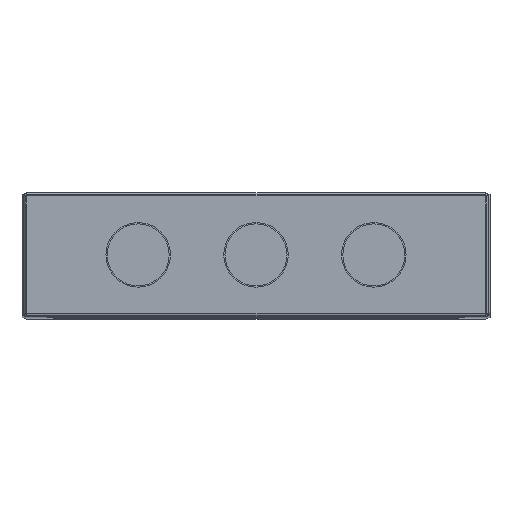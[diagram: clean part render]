
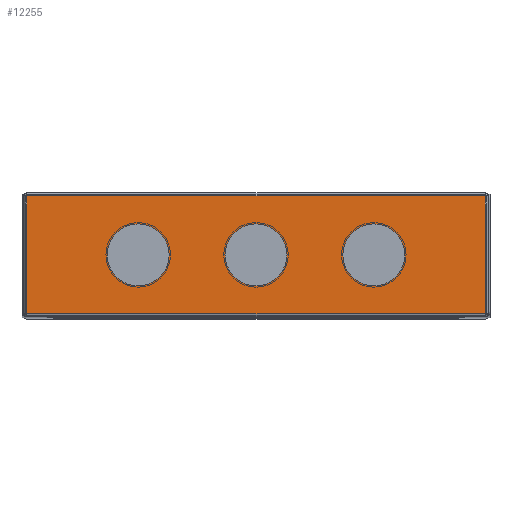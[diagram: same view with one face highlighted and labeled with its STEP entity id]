
A CAD part, top view. The second image highlights one B-rep face of the part: STEP entity #12255.
In plain terms, the highlighted planar face has unit normal (0, 0, 1).
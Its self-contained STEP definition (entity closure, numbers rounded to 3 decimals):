
#9511=DIRECTION('',(-1.,0.,0.));
#9512=VECTOR('',#9511,369.3);
#9513=CARTESIAN_POINT('',(134.65,47.5,408.863));
#9514=LINE('',#9513,#9512);
#9525=CARTESIAN_POINT('',(-50.,0.,408.863));
#9526=DIRECTION('',(0.,0.,1.));
#9527=DIRECTION('',(-1.,0.,0.));
#9528=AXIS2_PLACEMENT_3D('',#9525,#9526,#9527);
#9533=CARTESIAN_POINT('',(-50.,0.,408.863));
#9534=DIRECTION('',(0.,0.,1.));
#9535=DIRECTION('',(1.,0.,0.));
#9536=AXIS2_PLACEMENT_3D('',#9533,#9534,#9535);
#9541=CARTESIAN_POINT('',(-145.,0.,408.863));
#9542=DIRECTION('',(0.,0.,1.));
#9543=DIRECTION('',(-1.,0.,0.));
#9544=AXIS2_PLACEMENT_3D('',#9541,#9542,#9543);
#9549=CARTESIAN_POINT('',(-145.,0.,408.863));
#9550=DIRECTION('',(0.,0.,1.));
#9551=DIRECTION('',(1.,0.,0.));
#9552=AXIS2_PLACEMENT_3D('',#9549,#9550,#9551);
#9557=CARTESIAN_POINT('',(45.,0.,408.863));
#9558=DIRECTION('',(0.,0.,1.));
#9559=DIRECTION('',(-1.,0.,0.));
#9560=AXIS2_PLACEMENT_3D('',#9557,#9558,#9559);
#9565=CARTESIAN_POINT('',(45.,0.,408.863));
#9566=DIRECTION('',(0.,0.,1.));
#9567=DIRECTION('',(1.,0.,0.));
#9568=AXIS2_PLACEMENT_3D('',#9565,#9566,#9567);
#9580=DIRECTION('',(1.,0.,0.));
#9581=VECTOR('',#9580,369.3);
#9582=CARTESIAN_POINT('',(-234.65,-47.5,408.863));
#9583=LINE('',#9582,#9581);
#9618=DIRECTION('',(0.,-1.,0.));
#9619=VECTOR('',#9618,95.);
#9620=CARTESIAN_POINT('',(-234.65,47.5,408.863));
#9621=LINE('',#9620,#9619);
#10261=DIRECTION('',(0.,1.,0.));
#10262=VECTOR('',#10261,95.);
#10263=CARTESIAN_POINT('',(134.65,-47.5,408.863));
#10264=LINE('',#10263,#10262);
#11294=CARTESIAN_POINT('',(134.65,47.5,408.863));
#11295=CARTESIAN_POINT('',(-234.65,47.5,408.863));
#11296=VERTEX_POINT('',#11294);
#11297=VERTEX_POINT('',#11295);
#11298=CARTESIAN_POINT('',(-234.65,-47.5,408.863));
#11299=CARTESIAN_POINT('',(134.65,-47.5,408.863));
#11300=VERTEX_POINT('',#11298);
#11301=VERTEX_POINT('',#11299);
#11302=CARTESIAN_POINT('',(-75.,0.,408.863));
#11303=CARTESIAN_POINT('',(-25.,0.,408.863));
#11304=VERTEX_POINT('',#11302);
#11305=VERTEX_POINT('',#11303);
#11306=CARTESIAN_POINT('',(-170.,0.,408.863));
#11307=CARTESIAN_POINT('',(-120.,0.,408.863));
#11308=VERTEX_POINT('',#11306);
#11309=VERTEX_POINT('',#11307);
#11310=CARTESIAN_POINT('',(20.,0.,408.863));
#11311=CARTESIAN_POINT('',(70.,0.,408.863));
#11312=VERTEX_POINT('',#11310);
#11313=VERTEX_POINT('',#11311);
#12223=CARTESIAN_POINT('',(0.,0.,
408.863));
#12224=DIRECTION('',(0.,0.,1.));
#12225=DIRECTION('',(1.,0.,0.));
#12226=AXIS2_PLACEMENT_3D('',#12223,#12224,#12225);
#12227=PLANE('',#12226);
#12229=ORIENTED_EDGE('',*,*,#12228,.F.);
#12231=ORIENTED_EDGE('',*,*,#12230,.F.);
#12232=ORIENTED_EDGE('',*,*,#12206,.F.);
#12234=ORIENTED_EDGE('',*,*,#12233,.F.);
#12235=EDGE_LOOP('',(#12229,#12231,#12232,#12234));
#12236=FACE_OUTER_BOUND('',#12235,.F.);
#12238=ORIENTED_EDGE('',*,*,#12237,.T.);
#12240=ORIENTED_EDGE('',*,*,#12239,.T.);
#12241=EDGE_LOOP('',(#12238,#12240));
#12242=FACE_BOUND('',#12241,.F.);
#12244=ORIENTED_EDGE('',*,*,#12243,.T.);
#12246=ORIENTED_EDGE('',*,*,#12245,.T.);
#12247=EDGE_LOOP('',(#12244,#12246));
#12248=FACE_BOUND('',#12247,.F.);
#12250=ORIENTED_EDGE('',*,*,#12249,.T.);
#12252=ORIENTED_EDGE('',*,*,#12251,.T.);
#12253=EDGE_LOOP('',(#12250,#12252));
#12254=FACE_BOUND('',#12253,.F.);
#9529=CIRCLE('',#9528,25.);
#9537=CIRCLE('',#9536,25.);
#9545=CIRCLE('',#9544,25.);
#9553=CIRCLE('',#9552,25.);
#9561=CIRCLE('',#9560,25.);
#9569=CIRCLE('',#9568,25.);
#12206=EDGE_CURVE('',#11296,#11297,#9514,.T.);
#12228=EDGE_CURVE('',#11300,#11301,#9583,.T.);
#12230=EDGE_CURVE('',#11297,#11300,#9621,.T.);
#12233=EDGE_CURVE('',#11301,#11296,#10264,.T.);
#12237=EDGE_CURVE('',#11304,#11305,#9529,.T.);
#12239=EDGE_CURVE('',#11305,#11304,#9537,.T.);
#12243=EDGE_CURVE('',#11308,#11309,#9545,.T.);
#12245=EDGE_CURVE('',#11309,#11308,#9553,.T.);
#12249=EDGE_CURVE('',#11312,#11313,#9561,.T.);
#12251=EDGE_CURVE('',#11313,#11312,#9569,.T.);
#12255=ADVANCED_FACE('',(#12236,#12242,#12248,#12254),#12227,.T.);
